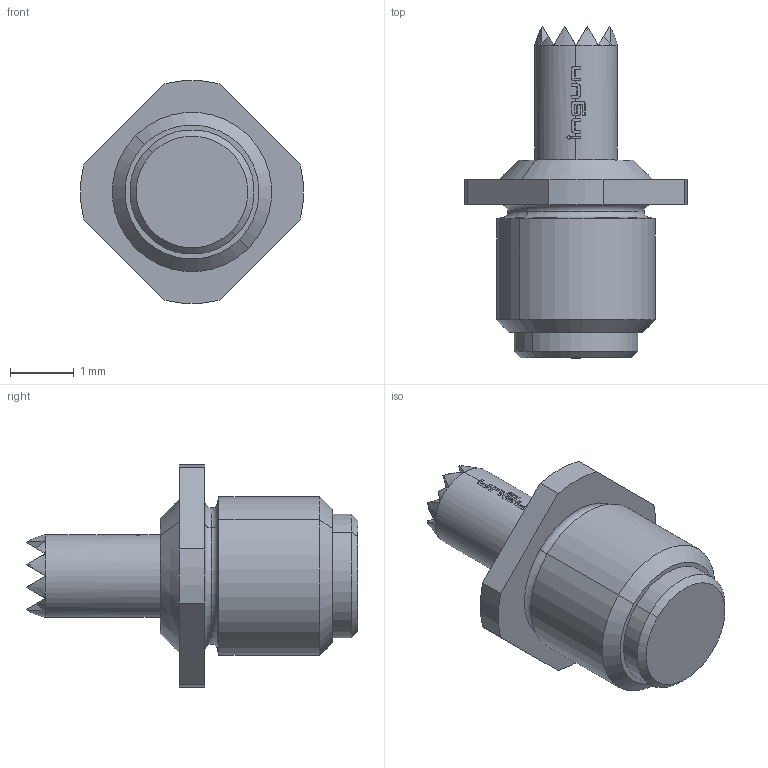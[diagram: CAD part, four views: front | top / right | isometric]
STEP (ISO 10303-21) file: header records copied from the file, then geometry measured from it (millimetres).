
FILE_DESCRIPTION (( 'STEP AP203' ), '1' );
FILE_NAME ('INGUN_GKS-967_306_130_A_xx01_M.STEP', '2021-09-14T05:28:50', ( 'ochi' ), ( '' ), 'SwSTEP 2.0', 'SolidWorks 2018', '' );
FILE_SCHEMA (( 'CONFIG_CONTROL_DESIGN' ));
Length unit declared in the file: millimetre
Products named in the file (1): INGUN_GKS-967_306_130_A_xx01_M
Bounding box: 3.49 x 5.2 x 3.49 mm (x, y, z)
Volume: 17.5 mm3; surface area: 49.3 mm2
Topology: 1 solids, 1 shells, 161 faces, 393 edges, 239 vertices
Faces by surface type: plane 91, bspline 26, cone 20, cylinder 20, torus 4
Entity records: 5056 total; most frequent: CARTESIAN_POINT 1784, ORIENTED_EDGE 786, DIRECTION 483, EDGE_CURVE 393, VERTEX_POINT 239, AXIS2_PLACEMENT_3D 184, B_SPLINE_CURVE_WITH_KNOTS 174, EDGE_LOOP 166
